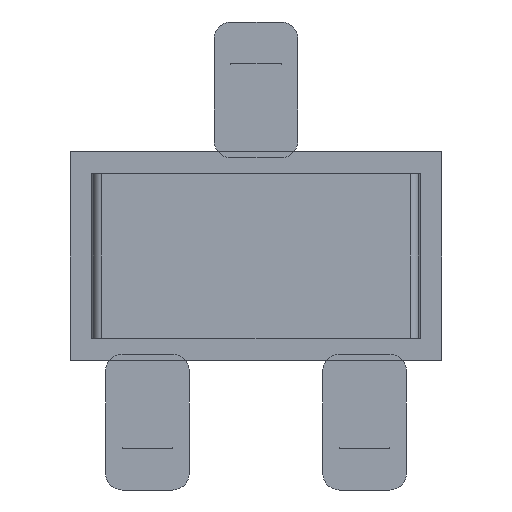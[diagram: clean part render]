
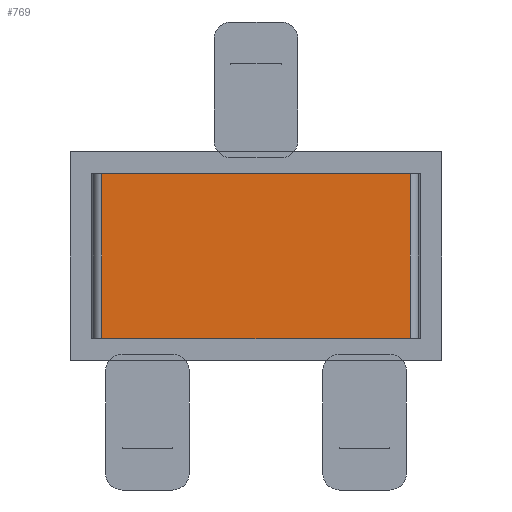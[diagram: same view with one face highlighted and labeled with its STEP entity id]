
A CAD part, front view. The second image highlights one B-rep face of the part: STEP entity #769.
In plain terms, the highlighted planar face has unit normal (0, -1, 0).
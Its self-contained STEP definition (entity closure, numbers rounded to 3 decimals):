
#33 = PLANE ( 'NONE',  #9206 ) ;
#393 = EDGE_LOOP ( 'NONE', ( #12760, #3838, #4944, #11524 ) ) ;
#518 = CARTESIAN_POINT ( 'NONE',  ( 0.922, -0.6, 0.491 ) ) ;
#613 = VERTEX_POINT ( 'NONE', #2461 ) ;
#769 = ADVANCED_FACE ( 'NONE', ( #5407 ), #33, .F. ) ;
#1455 = EDGE_CURVE ( 'NONE', #1653, #613, #14022, .T. ) ;
#1653 = VERTEX_POINT ( 'NONE', #3450 ) ;
#1824 = VECTOR ( 'NONE', #9210, 1000. ) ;
#2075 = EDGE_CURVE ( 'NONE', #613, #12665, #4014, .T. ) ;
#2461 = CARTESIAN_POINT ( 'NONE',  ( -0.922, -0.6, 0.497 ) ) ;
#2578 = EDGE_CURVE ( 'NONE', #12665, #13578, #8044, .T. ) ;
#2729 = DIRECTION ( 'NONE',  ( 0., 0., 1. ) ) ;
#3378 = CARTESIAN_POINT ( 'NONE',  ( -0.916, -0.6, 0.497 ) ) ;
#3450 = CARTESIAN_POINT ( 'NONE',  ( 0.922, -0.6, 0.497 ) ) ;
#3667 = VECTOR ( 'NONE', #10176, 1000. ) ;
#3838 = ORIENTED_EDGE ( 'NONE', *, *, #2578, .T. ) ;
#4014 = LINE ( 'NONE', #8148, #1824 ) ;
#4398 = DIRECTION ( 'NONE',  ( 0., 0., 1. ) ) ;
#4944 = ORIENTED_EDGE ( 'NONE', *, *, #5379, .T. ) ;
#5311 = CARTESIAN_POINT ( 'NONE',  ( 0.922, -0.6, -0.497 ) ) ;
#5379 = EDGE_CURVE ( 'NONE', #13578, #1653, #5893, .T. ) ;
#5407 = FACE_OUTER_BOUND ( 'NONE', #393, .T. ) ;
#5893 = LINE ( 'NONE', #518, #13651 ) ;
#8044 = LINE ( 'NONE', #10251, #3667 ) ;
#8148 = CARTESIAN_POINT ( 'NONE',  ( -0.922, -0.6, -0.491 ) ) ;
#9175 = VECTOR ( 'NONE', #9802, 1000. ) ;
#9206 = AXIS2_PLACEMENT_3D ( 'NONE', #9682, #11974, #4398 ) ;
#9210 = DIRECTION ( 'NONE',  ( 0., 0., -1. ) ) ;
#9682 = CARTESIAN_POINT ( 'NONE',  ( 0., -0.6, 0. ) ) ;
#9802 = DIRECTION ( 'NONE',  ( -1., 0., 0. ) ) ;
#10176 = DIRECTION ( 'NONE',  ( 1., 0., 0. ) ) ;
#10251 = CARTESIAN_POINT ( 'NONE',  ( 0.916, -0.6, -0.497 ) ) ;
#11524 = ORIENTED_EDGE ( 'NONE', *, *, #1455, .T. ) ;
#11974 = DIRECTION ( 'NONE',  ( 0., 1., 0. ) ) ;
#12665 = VERTEX_POINT ( 'NONE', #13240 ) ;
#12760 = ORIENTED_EDGE ( 'NONE', *, *, #2075, .T. ) ;
#13240 = CARTESIAN_POINT ( 'NONE',  ( -0.922, -0.6, -0.497 ) ) ;
#13578 = VERTEX_POINT ( 'NONE', #5311 ) ;
#13651 = VECTOR ( 'NONE', #2729, 1000. ) ;
#14022 = LINE ( 'NONE', #3378, #9175 ) ;
